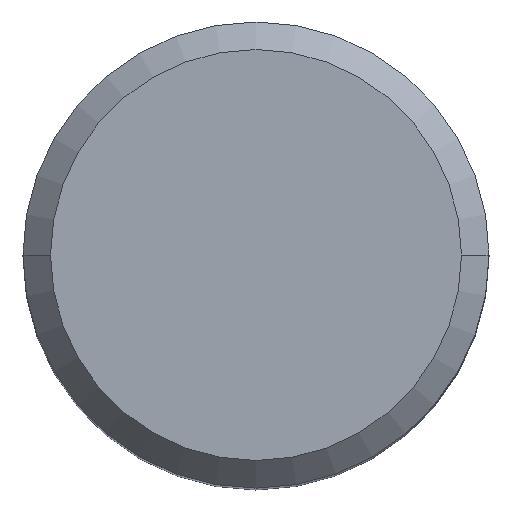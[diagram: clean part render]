
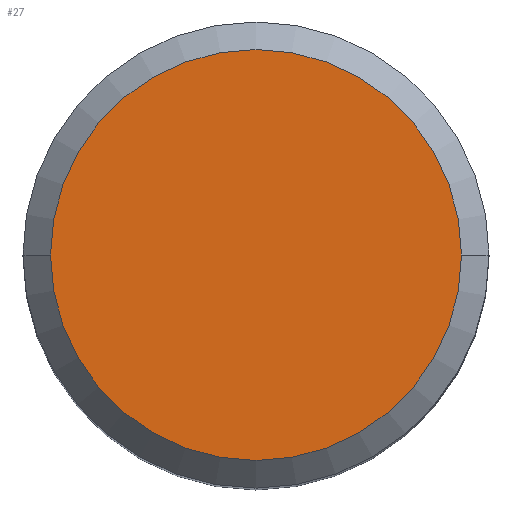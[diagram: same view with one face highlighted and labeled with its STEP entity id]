
A CAD part, top view. The second image highlights one B-rep face of the part: STEP entity #27.
In plain terms, the highlighted planar face has unit normal (0, 0, 1).
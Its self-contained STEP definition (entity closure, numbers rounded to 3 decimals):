
#3 = DIRECTION ( 'NONE',  ( 0., 0., 1. ) ) ;
#14 = DIRECTION ( 'NONE',  ( 1., 0., 0. ) ) ;
#16 = CIRCLE ( 'NONE', #153, 14.9 ) ;
#27 = ADVANCED_FACE ( 'NONE', ( #140 ), #113, .T. ) ;
#31 = CARTESIAN_POINT ( 'NONE',  ( 0., 0., 41. ) ) ;
#43 = AXIS2_PLACEMENT_3D ( 'NONE', #31, #180, #219 ) ;
#53 = EDGE_CURVE ( 'NONE', #189, #156, #202, .T. ) ;
#56 = DIRECTION ( 'NONE',  ( 1., 0., 0. ) ) ;
#85 = AXIS2_PLACEMENT_3D ( 'NONE', #201, #3, #56 ) ;
#98 = ORIENTED_EDGE ( 'NONE', *, *, #53, .T. ) ;
#113 = PLANE ( 'NONE',  #43 ) ;
#128 = CARTESIAN_POINT ( 'NONE',  ( -14.9, 0., 41. ) ) ;
#140 = FACE_OUTER_BOUND ( 'NONE', #203, .T. ) ;
#153 = AXIS2_PLACEMENT_3D ( 'NONE', #268, #269, #14 ) ;
#156 = VERTEX_POINT ( 'NONE', #211 ) ;
#180 = DIRECTION ( 'NONE',  ( 0., 0., 1. ) ) ;
#189 = VERTEX_POINT ( 'NONE', #128 ) ;
#201 = CARTESIAN_POINT ( 'NONE',  ( 0., 0., 41. ) ) ;
#202 = CIRCLE ( 'NONE', #85, 14.9 ) ;
#203 = EDGE_LOOP ( 'NONE', ( #98, #260 ) ) ;
#211 = CARTESIAN_POINT ( 'NONE',  ( 14.9, 0., 41. ) ) ;
#219 = DIRECTION ( 'NONE',  ( 1., 0., 0. ) ) ;
#230 = EDGE_CURVE ( 'NONE', #156, #189, #16, .T. ) ;
#260 = ORIENTED_EDGE ( 'NONE', *, *, #230, .T. ) ;
#268 = CARTESIAN_POINT ( 'NONE',  ( 0., 0., 41. ) ) ;
#269 = DIRECTION ( 'NONE',  ( 0., 0., 1. ) ) ;
